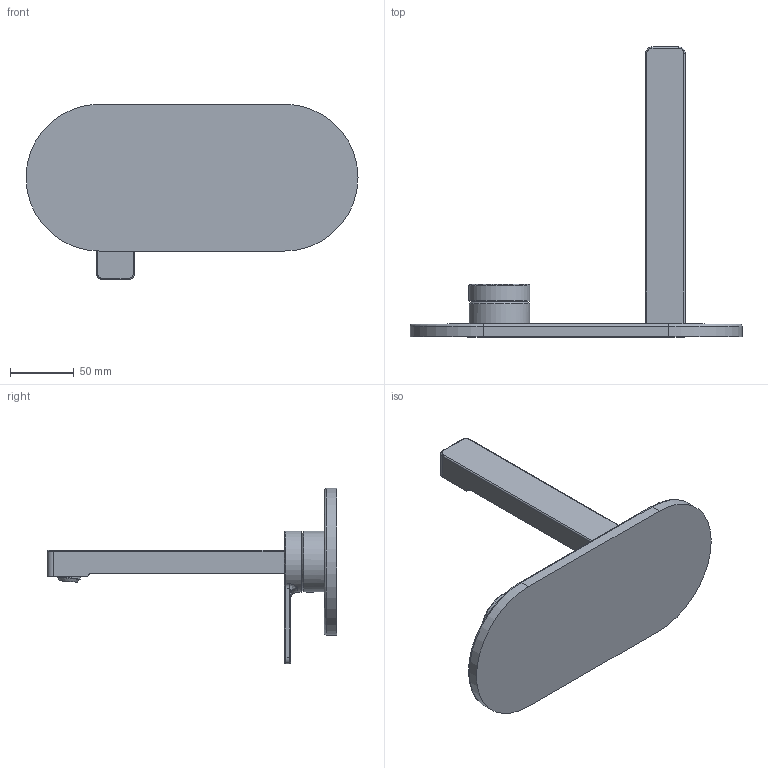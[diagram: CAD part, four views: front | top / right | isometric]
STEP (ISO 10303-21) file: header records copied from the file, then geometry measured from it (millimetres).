
FILE_DESCRIPTION(/* description */ (''),/* implementation_level */ '2;1');
FILE_NAME(/* name */ '3D_TVW103112110_Architectura.step',/* time_stamp */ '2023-01-11T14:46:33+01:00',/* author */ (''),/* organization */ (''),/* preprocessor_version */ 'ST-DEVELOPER v19.2',/* originating_system */ 'Autodesk Translation Framework v11.17.0.187',/* authorisation */ '');
FILE_SCHEMA (('AUTOMOTIVE_DESIGN { 1 0 10303 214 3 1 1 }'));
Length unit declared in the file: millimetre
Products named in the file (9): (Nicht gespeichert); 3D_TVW103112110_Architectura; Komponente2; Komponente3; Komponente8; Komponente4; Komponente5; Komponente6; Komponente7
Assembly tree (8 placements, depth 4):
  (Nicht gespeichert)
    3D_TVW103112110_Architectura
      Komponente2
      Komponente3
        Komponente8
      Komponente4
      Komponente5
      Komponente6
      Komponente7
Bounding box: 260 x 227 x 137.5 mm (x, y, z)
Volume: 327393.9 mm3; surface area: 101506.8 mm2
Topology: 3 solids, 10 shells, 83 faces, 185 edges, 116 vertices
Faces by surface type: cylinder 28, plane 26, torus 14, cone 8, bspline 6, sphere 1
Full cylindrical faces by diameter (mm): 4.2 x2, 5.1 x1, 25 x1, 47.5 x1, 48 x1
Entity records: 3783 total; most frequent: CARTESIAN_POINT 1673, DIRECTION 458, ORIENTED_EDGE 349, AXIS2_PLACEMENT_3D 194, EDGE_CURVE 182, VERTEX_POINT 116, CIRCLE 99, EDGE_LOOP 89
